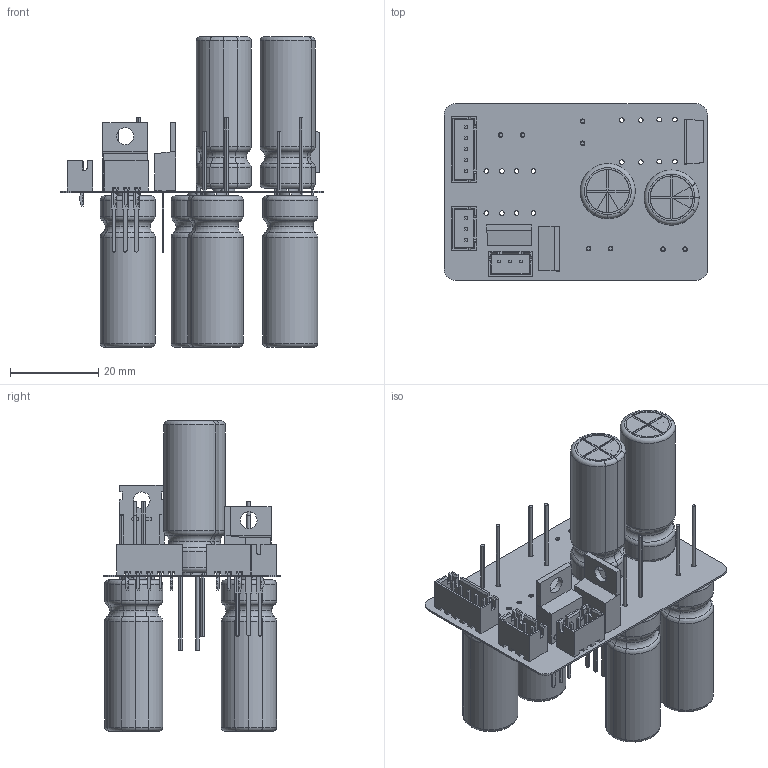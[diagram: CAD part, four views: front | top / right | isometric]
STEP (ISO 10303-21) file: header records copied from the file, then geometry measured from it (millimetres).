
FILE_DESCRIPTION(('Open CASCADE Model'),'2;1');
FILE_NAME('Open CASCADE Shape Model','2025-11-26T15:23:27',('Author'),( 'Open CASCADE'),'Open CASCADE STEP processor 7.5','Open CASCADE 7.5' ,'Unknown');
FILE_SCHEMA(('AUTOMOTIVE_DESIGN { 1 0 10303 214 1 1 1 1 }'));
Length unit declared in the file: millimetre
Products named in the file (13): Open CASCADE STEP translator 7.5 14; Open CASCADE STEP translator 7.5 15; Open CASCADE STEP translator 7.5 16; Open CASCADE STEP translator 7.5 17; Open CASCADE STEP translator 7.5 18; Open CASCADE STEP translator 7.5 19; Open CASCADE STEP translator 7.5 20; Open CASCADE STEP translator 7.5 21; Open CASCADE STEP translator 7.5 22; Open CASCADE STEP translator 7.5 23; Open CASCADE STEP translator 7.5 24; Open CASCADE STEP translator 7.5 25; Open CASCADE STEP translator 7.5 26
Bounding box: 59.88 x 40.07 x 70.41 mm (x, y, z)
Volume: 27514.6 mm3; surface area: 25301.3 mm2
Topology: 62 solids, 62 shells, 1391 faces, 3567 edges, 2310 vertices
Faces by surface type: plane 956, cylinder 327, torus 108
Full cylindrical faces by diameter (mm): 1 x11, 1.05 x28, 1.24 x9
Entity records: 42723 total; most frequent: DIRECTION 7359, CARTESIAN_POINT 7296, ORIENTED_EDGE 7134, EDGE_CURVE 3567, LINE 2541, VECTOR 2541, AXIS2_PLACEMENT_3D 2409, VERTEX_POINT 2310
